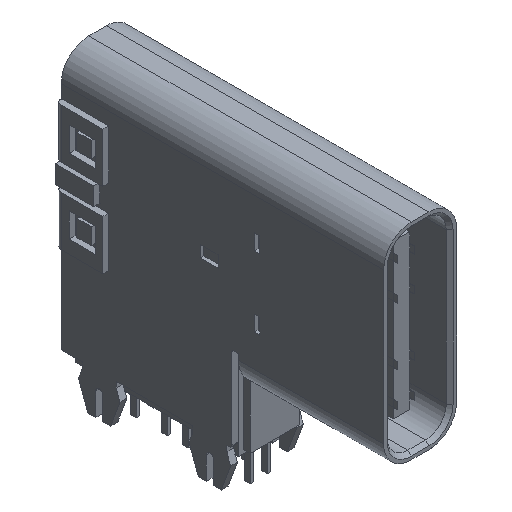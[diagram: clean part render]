
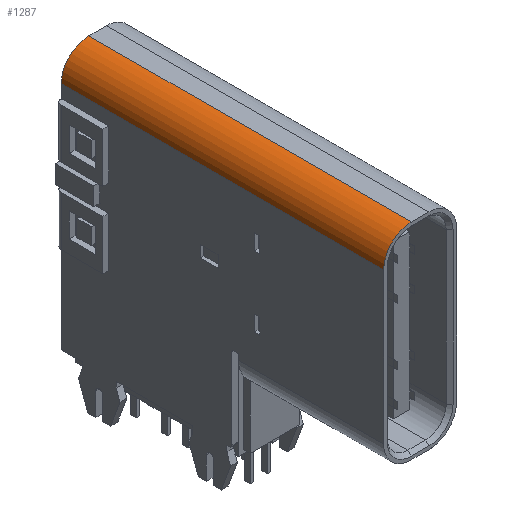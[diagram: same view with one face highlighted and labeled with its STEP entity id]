
A CAD part, isometric view. The second image highlights one B-rep face of the part: STEP entity #1287.
In plain terms, the highlighted cylindrical face has radius 1.2 mm (diameter 2.4 mm), a partial arc.
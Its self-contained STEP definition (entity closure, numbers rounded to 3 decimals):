
#607 = DIRECTION ( 'NONE',  ( 0., -1., 0. ) ) ;
#817 = AXIS2_PLACEMENT_3D ( 'NONE', #25847, #607, #18699 ) ;
#1187 = EDGE_CURVE ( 'NONE', #6494, #15024, #4786, .T. ) ;
#1287 = ADVANCED_FACE ( 'NONE', ( #17271 ), #12706, .T. ) ;
#1736 = DIRECTION ( 'NONE',  ( 0., -1., 0. ) ) ;
#1991 = CARTESIAN_POINT ( 'NONE',  ( -0.38, 7., 8.94 ) ) ;
#2809 = CIRCLE ( 'NONE', #817, 1.2 ) ;
#3566 = DIRECTION ( 'NONE',  ( 0., -1., 0. ) ) ;
#3724 = CARTESIAN_POINT ( 'NONE',  ( -0.38, 7., 7.74 ) ) ;
#4786 = LINE ( 'NONE', #23182, #19110 ) ;
#5281 = CARTESIAN_POINT ( 'NONE',  ( -1.58, 7., 7.74 ) ) ;
#6494 = VERTEX_POINT ( 'NONE', #1991 ) ;
#7452 = ORIENTED_EDGE ( 'NONE', *, *, #28436, .T. ) ;
#8663 = DIRECTION ( 'NONE',  ( 0., 0., 1. ) ) ;
#9650 = ORIENTED_EDGE ( 'NONE', *, *, #1187, .F. ) ;
#12134 = VERTEX_POINT ( 'NONE', #20007 ) ;
#12706 = CYLINDRICAL_SURFACE ( 'NONE', #22528, 1.2 ) ;
#12730 = DIRECTION ( 'NONE',  ( 0., -1., 0. ) ) ;
#13119 = EDGE_CURVE ( 'NONE', #6494, #28326, #22292, .T. ) ;
#13146 = CARTESIAN_POINT ( 'NONE',  ( -0.38, -0.7, 7.74 ) ) ;
#13449 = DIRECTION ( 'NONE',  ( 0., 0., -1. ) ) ;
#14242 = DIRECTION ( 'NONE',  ( 0., -1., 0. ) ) ;
#15024 = VERTEX_POINT ( 'NONE', #28431 ) ;
#15056 = AXIS2_PLACEMENT_3D ( 'NONE', #3724, #3566, #8663 ) ;
#17271 = FACE_OUTER_BOUND ( 'NONE', #24347, .T. ) ;
#18021 = EDGE_CURVE ( 'NONE', #15024, #12134, #2809, .T. ) ;
#18560 = ORIENTED_EDGE ( 'NONE', *, *, #13119, .T. ) ;
#18699 = DIRECTION ( 'NONE',  ( 0., 0., 1. ) ) ;
#19110 = VECTOR ( 'NONE', #14242, 1000. ) ;
#20007 = CARTESIAN_POINT ( 'NONE',  ( -1.58, -7., 7.74 ) ) ;
#21021 = ORIENTED_EDGE ( 'NONE', *, *, #18021, .F. ) ;
#22292 = CIRCLE ( 'NONE', #15056, 1.2 ) ;
#22528 = AXIS2_PLACEMENT_3D ( 'NONE', #13146, #1736, #13449 ) ;
#23182 = CARTESIAN_POINT ( 'NONE',  ( -0.38, -0.7, 8.94 ) ) ;
#24347 = EDGE_LOOP ( 'NONE', ( #21021, #9650, #18560, #7452 ) ) ;
#25847 = CARTESIAN_POINT ( 'NONE',  ( -0.38, -7., 7.74 ) ) ;
#26672 = CARTESIAN_POINT ( 'NONE',  ( -1.58, -0.7, 7.74 ) ) ;
#26980 = LINE ( 'NONE', #26672, #29046 ) ;
#28326 = VERTEX_POINT ( 'NONE', #5281 ) ;
#28431 = CARTESIAN_POINT ( 'NONE',  ( -0.38, -7., 8.94 ) ) ;
#28436 = EDGE_CURVE ( 'NONE', #28326, #12134, #26980, .T. ) ;
#29046 = VECTOR ( 'NONE', #12730, 1000. ) ;
